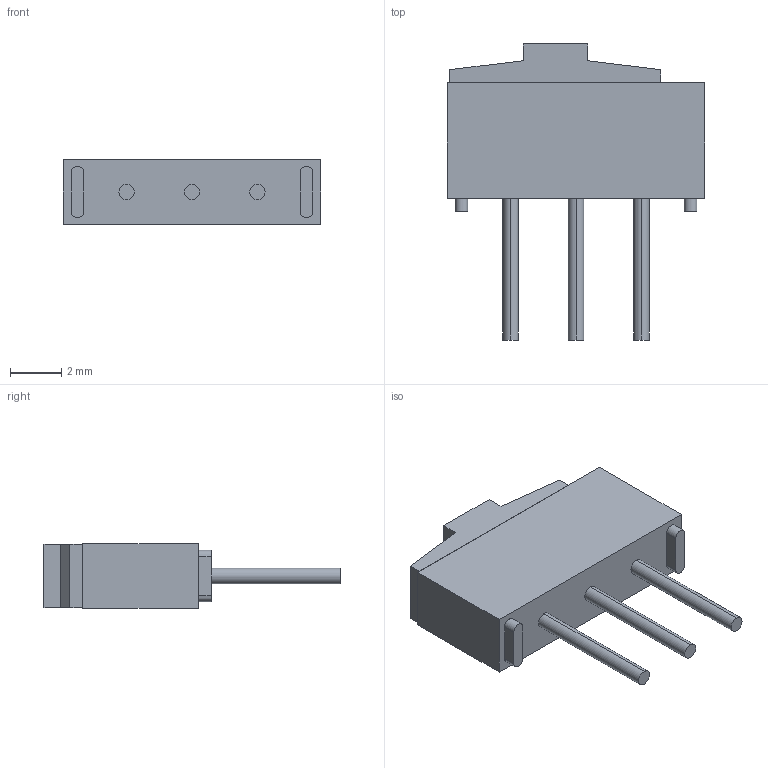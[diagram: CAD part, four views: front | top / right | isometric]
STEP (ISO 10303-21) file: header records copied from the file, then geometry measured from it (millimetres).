
FILE_DESCRIPTION (( 'STEP AP214' ), '1' );
FILE_NAME ('switch_eoz_09.03201.STEP', '2020-01-09T18:00:00', ( '' ), ( '' ), 'SwSTEP 2.0', 'SolidWorks 2018', '' );
FILE_SCHEMA (( 'AUTOMOTIVE_DESIGN' ));
Length unit declared in the file: millimetre
Products named in the file (1): switch_eoz_09.03201
Bounding box: 10 x 11.5 x 2.5 mm (x, y, z)
Volume: 137 mm3; surface area: 219.2 mm2
Topology: 1 solids, 1 shells, 36 faces, 84 edges, 56 vertices
Faces by surface type: plane 24, cylinder 12
Entity records: 1462 total; most frequent: DIRECTION 182, CARTESIAN_POINT 177, ORIENTED_EDGE 168, EDGE_CURVE 84, AXIS2_PLACEMENT_3D 61, LINE 60, VECTOR 60, VERTEX_POINT 56
